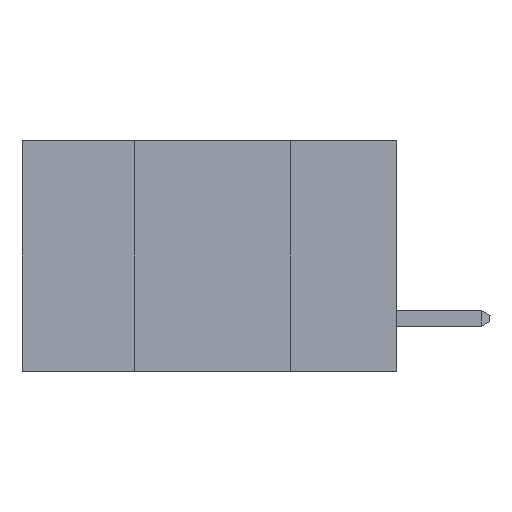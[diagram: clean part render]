
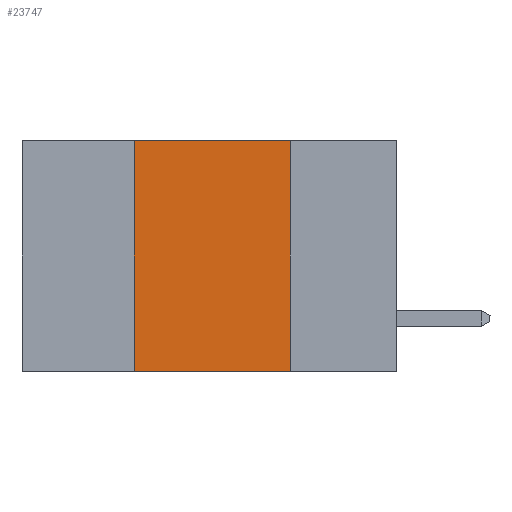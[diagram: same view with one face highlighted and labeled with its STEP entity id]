
A CAD part, left-side view. The second image highlights one B-rep face of the part: STEP entity #23747.
In plain terms, the highlighted planar face has unit normal (-1, 0, 0).
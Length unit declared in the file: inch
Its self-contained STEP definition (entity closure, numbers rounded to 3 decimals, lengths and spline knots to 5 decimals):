
#341 = CARTESIAN_POINT ( 'NONE',  ( 0., 0.6, 0. ) ) ;
#667 = CARTESIAN_POINT ( 'NONE',  ( 0., 0.42, 0. ) ) ;
#1922 = CARTESIAN_POINT ( 'NONE',  ( 0., 0.42, -0.37 ) ) ;
#2307 = DIRECTION ( 'NONE',  ( 0., 0., -1. ) ) ;
#3498 = LINE ( 'NONE', #16444, #20379 ) ;
#4336 = VECTOR ( 'NONE', #6484, 39.37008 ) ;
#4642 = VERTEX_POINT ( 'NONE', #23894 ) ;
#4942 = DIRECTION ( 'NONE',  ( 0., -1., 0. ) ) ;
#6251 = VERTEX_POINT ( 'NONE', #19799 ) ;
#6477 = DIRECTION ( 'NONE',  ( 1., 0., 0. ) ) ;
#6484 = DIRECTION ( 'NONE',  ( 0., 0., -1. ) ) ;
#8112 = EDGE_CURVE ( 'NONE', #21706, #9763, #3498, .T. ) ;
#8419 = CARTESIAN_POINT ( 'NONE',  ( 0., 0.17, -0.37 ) ) ;
#8603 = AXIS2_PLACEMENT_3D ( 'NONE', #341, #6477, #2307 ) ;
#8624 = EDGE_CURVE ( 'NONE', #4642, #6251, #10340, .T. ) ;
#9404 = VECTOR ( 'NONE', #4942, 39.37008 ) ;
#9758 = ORIENTED_EDGE ( 'NONE', *, *, #8112, .T. ) ;
#9763 = VERTEX_POINT ( 'NONE', #8419 ) ;
#10340 = LINE ( 'NONE', #20869, #9404 ) ;
#13095 = ORIENTED_EDGE ( 'NONE', *, *, #21719, .F. ) ;
#13814 = ORIENTED_EDGE ( 'NONE', *, *, #15495, .F. ) ;
#15495 = EDGE_CURVE ( 'NONE', #21706, #4642, #23523, .T. ) ;
#16332 = CARTESIAN_POINT ( 'NONE',  ( 0., 0.17, 0. ) ) ;
#16444 = CARTESIAN_POINT ( 'NONE',  ( 0., 0.6, -0.37 ) ) ;
#16527 = DIRECTION ( 'NONE',  ( 0., -1., 0. ) ) ;
#19799 = CARTESIAN_POINT ( 'NONE',  ( 0., 0.17, 0. ) ) ;
#20379 = VECTOR ( 'NONE', #16527, 39.37008 ) ;
#20671 = EDGE_LOOP ( 'NONE', ( #13095, #22607, #13814, #9758 ) ) ;
#20869 = CARTESIAN_POINT ( 'NONE',  ( 0., 0.6, 0. ) ) ;
#21706 = VERTEX_POINT ( 'NONE', #1922 ) ;
#21719 = EDGE_CURVE ( 'NONE', #6251, #9763, #24683, .T. ) ;
#22607 = ORIENTED_EDGE ( 'NONE', *, *, #8624, .F. ) ;
#23523 = LINE ( 'NONE', #667, #25402 ) ;
#23747 = ADVANCED_FACE ( 'NONE', ( #24258 ), #24236, .F. ) ;
#23894 = CARTESIAN_POINT ( 'NONE',  ( 0., 0.42, 0. ) ) ;
#24236 = PLANE ( 'NONE',  #8603 ) ;
#24258 = FACE_OUTER_BOUND ( 'NONE', #20671, .T. ) ;
#24683 = LINE ( 'NONE', #16332, #4336 ) ;
#24906 = DIRECTION ( 'NONE',  ( 0., 0., 1. ) ) ;
#25402 = VECTOR ( 'NONE', #24906, 39.37008 ) ;
